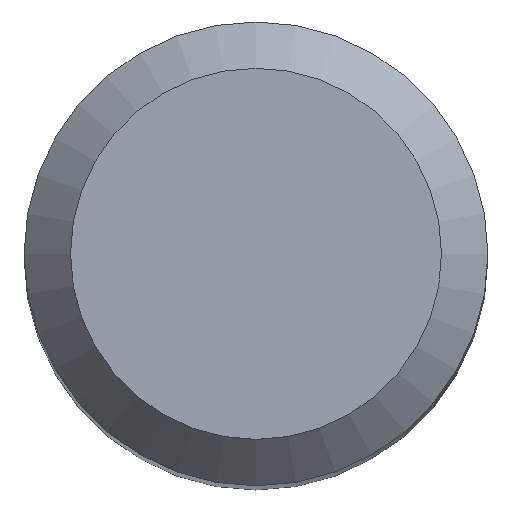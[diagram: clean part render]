
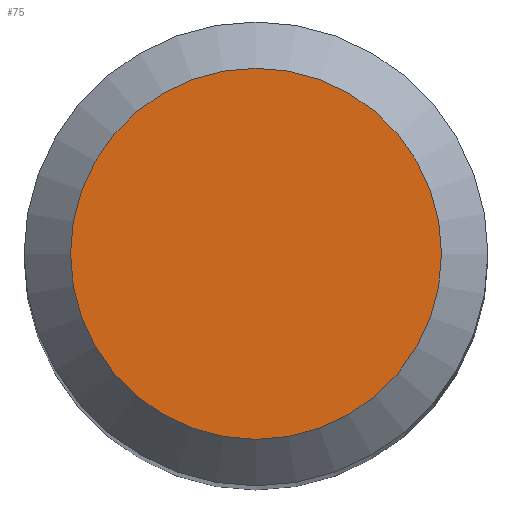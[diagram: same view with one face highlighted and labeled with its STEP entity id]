
A CAD part, top view. The second image highlights one B-rep face of the part: STEP entity #75.
In plain terms, the highlighted planar face has unit normal (0, 0, 1).
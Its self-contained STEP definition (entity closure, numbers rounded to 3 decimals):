
#6 = DIRECTION ( 'NONE',  ( 0., 1., 0. ) ) ;
#8 = CARTESIAN_POINT ( 'NONE',  ( 0., 4., 118. ) ) ;
#9 = CARTESIAN_POINT ( 'NONE',  ( 0., 0., 118. ) ) ;
#31 = ORIENTED_EDGE ( 'NONE', *, *, #247, .F. ) ;
#66 = DIRECTION ( 'NONE',  ( 0., 0., -1. ) ) ;
#75 = ADVANCED_FACE ( 'NONE', ( #199 ), #168, .F. ) ;
#80 = AXIS2_PLACEMENT_3D ( 'NONE', #254, #66, #190 ) ;
#167 = EDGE_LOOP ( 'NONE', ( #31 ) ) ;
#168 = PLANE ( 'NONE',  #80 ) ;
#187 = AXIS2_PLACEMENT_3D ( 'NONE', #9, #189, #6 ) ;
#189 = DIRECTION ( 'NONE',  ( 0., 0., -1. ) ) ;
#190 = DIRECTION ( 'NONE',  ( 0., 1., 0. ) ) ;
#199 = FACE_OUTER_BOUND ( 'NONE', #167, .T. ) ;
#211 = VERTEX_POINT ( 'NONE', #8 ) ;
#228 = CIRCLE ( 'NONE', #187, 4. ) ;
#247 = EDGE_CURVE ( 'NONE', #211, #211, #228, .T. ) ;
#254 = CARTESIAN_POINT ( 'NONE',  ( 0., 0., 118. ) ) ;
